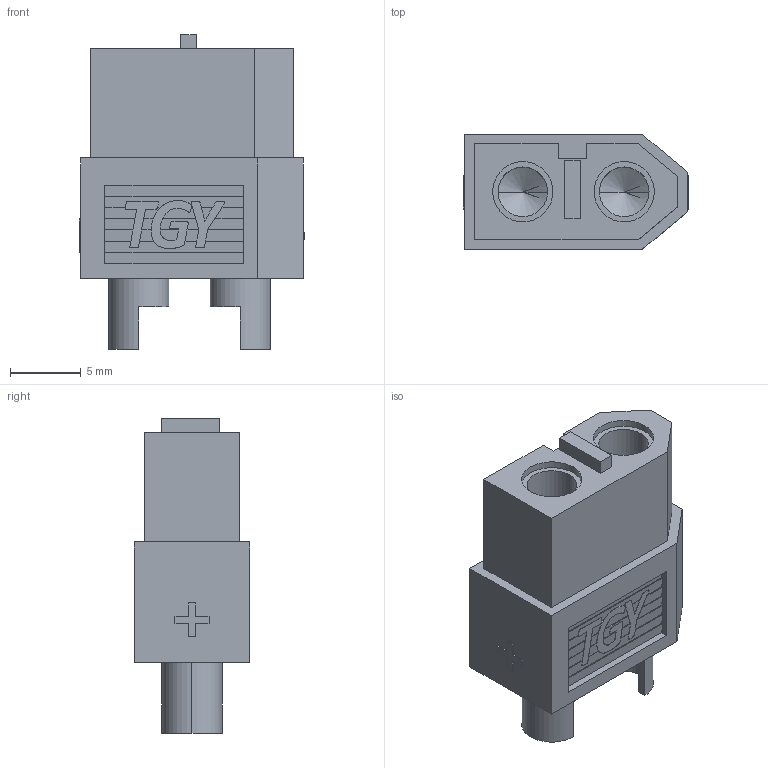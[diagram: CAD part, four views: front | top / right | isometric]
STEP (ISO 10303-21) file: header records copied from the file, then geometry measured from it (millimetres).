
FILE_DESCRIPTION (( 'STEP AP214' ), '1' );
FILE_NAME ('F9B3371B-C8B2-4AE2-8E1D-08E2677ED77B.STEP', '2023-08-28T03:02:04', ( '' ), ( '' ), 'SwSTEP 2.0', 'SolidWorks 2022', '' );
FILE_SCHEMA (( 'AUTOMOTIVE_DESIGN' ));
Length unit declared in the file: millimetre
Products named in the file (1): F9B3371B-C8B2-4AE2-8E1D-08E2677ED77B
Bounding box: 15.9 x 8.15 x 22.2 mm (x, y, z)
Volume: 1372.4 mm3; surface area: 1625.5 mm2
Topology: 1 solids, 1 shells, 361 faces, 881 edges, 530 vertices
Faces by surface type: plane 226, bspline 107, cylinder 20, cone 8
Entity records: 13579 total; most frequent: CARTESIAN_POINT 5560, ORIENTED_EDGE 1746, DIRECTION 1217, EDGE_CURVE 873, LINE 611, VECTOR 611, VERTEX_POINT 530, EDGE_LOOP 377
